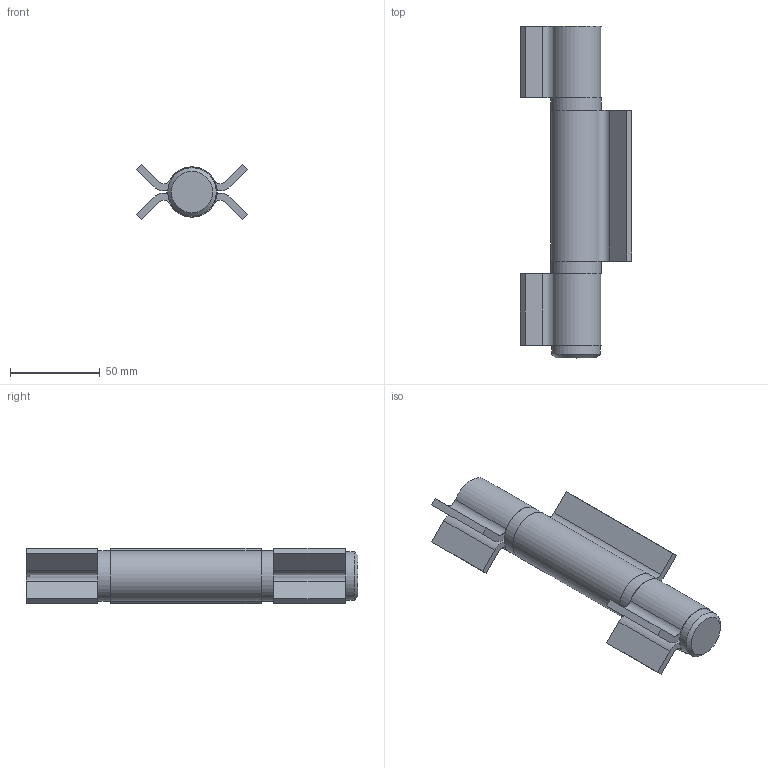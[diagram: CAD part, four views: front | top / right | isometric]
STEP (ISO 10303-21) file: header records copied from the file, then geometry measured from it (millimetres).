
FILE_DESCRIPTION (( 'STEP AP203' ), '1' );
FILE_NAME ('460.STEP', '2023-05-24T06:23:00', ( '' ), ( '' ), 'SwSTEP 2.0', 'SolidWorks 2018', '' );
FILE_SCHEMA (( 'CONFIG_CONTROL_DESIGN' ));
Length unit declared in the file: millimetre
Products named in the file (5): 460 Teil1_460 Teil1; 460; 460 Teil2_460 Teil2; 460 Teil3_460 Teil3; 460 Teil4_460 Teil4
Assembly tree (6 placements, depth 2):
  460
    460 Teil4_460 Teil4
    460 Teil1_460 Teil1  x2
    460 Teil2_460 Teil2
    460 Teil3_460 Teil3  x2
Bounding box: 62 x 185 x 30.89 mm (x, y, z)
Volume: 136511.7 mm3; surface area: 56888.1 mm2
Topology: 6 solids, 6 shells, 253 faces, 665 edges, 443 vertices
Faces by surface type: plane 123, bspline 86, cylinder 42, cone 2
Full cylindrical faces by diameter (mm): 19.8 x1, 20.3 x2, 27 x1, 28 x2
Entity records: 10915 total; most frequent: CARTESIAN_POINT 5032, ORIENTED_EDGE 1232, DIRECTION 862, EDGE_CURVE 616, VERTEX_POINT 414, LINE 318, VECTOR 318, AXIS2_PLACEMENT_3D 272
